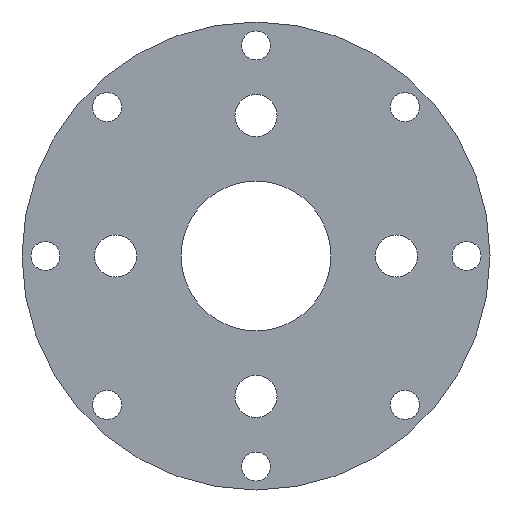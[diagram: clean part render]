
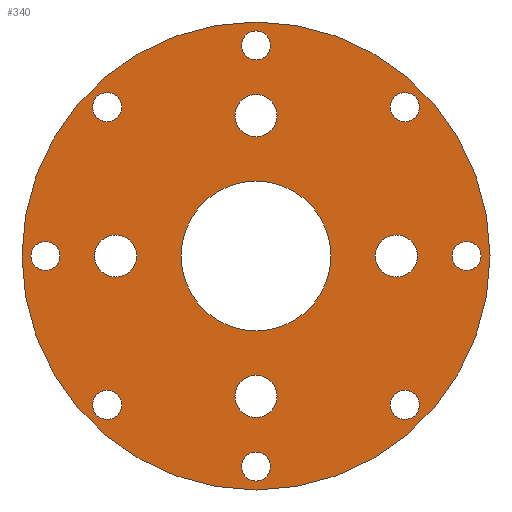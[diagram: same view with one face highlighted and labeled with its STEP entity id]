
A CAD part, front view. The second image highlights one B-rep face of the part: STEP entity #340.
In plain terms, the highlighted planar face has unit normal (0, -1, 0).
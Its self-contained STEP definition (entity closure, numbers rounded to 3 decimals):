
#28=FACE_BOUND('',#88,.T.);
#29=FACE_BOUND('',#89,.T.);
#30=FACE_BOUND('',#90,.T.);
#31=FACE_BOUND('',#91,.T.);
#32=FACE_BOUND('',#92,.T.);
#33=FACE_BOUND('',#93,.T.);
#34=FACE_BOUND('',#94,.T.);
#35=FACE_BOUND('',#95,.T.);
#36=FACE_BOUND('',#96,.T.);
#37=FACE_BOUND('',#97,.T.);
#38=FACE_BOUND('',#98,.T.);
#39=FACE_BOUND('',#99,.T.);
#40=FACE_BOUND('',#100,.T.);
#42=PLANE('',#398);
#58=FACE_OUTER_BOUND('',#87,.T.);
#87=EDGE_LOOP('',(#297));
#88=EDGE_LOOP('',(#298));
#89=EDGE_LOOP('',(#299));
#90=EDGE_LOOP('',(#300));
#91=EDGE_LOOP('',(#301));
#92=EDGE_LOOP('',(#302));
#93=EDGE_LOOP('',(#303));
#94=EDGE_LOOP('',(#304));
#95=EDGE_LOOP('',(#305));
#96=EDGE_LOOP('',(#306));
#97=EDGE_LOOP('',(#307));
#98=EDGE_LOOP('',(#308));
#99=EDGE_LOOP('',(#309));
#100=EDGE_LOOP('',(#310));
#130=CIRCLE('',#357,1.55);
#132=CIRCLE('',#360,1.55);
#134=CIRCLE('',#363,1.55);
#136=CIRCLE('',#366,1.55);
#138=CIRCLE('',#369,1.55);
#140=CIRCLE('',#372,1.55);
#142=CIRCLE('',#375,1.55);
#144=CIRCLE('',#378,1.55);
#146=CIRCLE('',#381,25.);
#148=CIRCLE('',#384,2.25);
#150=CIRCLE('',#387,2.25);
#152=CIRCLE('',#390,2.25);
#154=CIRCLE('',#393,8.);
#156=CIRCLE('',#396,2.25);
#158=VERTEX_POINT('',#507);
#160=VERTEX_POINT('',#513);
#162=VERTEX_POINT('',#519);
#164=VERTEX_POINT('',#525);
#166=VERTEX_POINT('',#531);
#168=VERTEX_POINT('',#537);
#170=VERTEX_POINT('',#543);
#172=VERTEX_POINT('',#549);
#174=VERTEX_POINT('',#555);
#176=VERTEX_POINT('',#561);
#178=VERTEX_POINT('',#567);
#180=VERTEX_POINT('',#573);
#182=VERTEX_POINT('',#579);
#184=VERTEX_POINT('',#585);
#187=EDGE_CURVE('',#158,#158,#130,.T.);
#190=EDGE_CURVE('',#160,#160,#132,.T.);
#193=EDGE_CURVE('',#162,#162,#134,.T.);
#196=EDGE_CURVE('',#164,#164,#136,.T.);
#199=EDGE_CURVE('',#166,#166,#138,.T.);
#202=EDGE_CURVE('',#168,#168,#140,.T.);
#205=EDGE_CURVE('',#170,#170,#142,.T.);
#208=EDGE_CURVE('',#172,#172,#144,.T.);
#211=EDGE_CURVE('',#174,#174,#146,.T.);
#214=EDGE_CURVE('',#176,#176,#148,.T.);
#217=EDGE_CURVE('',#178,#178,#150,.T.);
#220=EDGE_CURVE('',#180,#180,#152,.T.);
#223=EDGE_CURVE('',#182,#182,#154,.T.);
#226=EDGE_CURVE('',#184,#184,#156,.T.);
#297=ORIENTED_EDGE('',*,*,#211,.F.);
#298=ORIENTED_EDGE('',*,*,#187,.F.);
#299=ORIENTED_EDGE('',*,*,#190,.F.);
#300=ORIENTED_EDGE('',*,*,#193,.F.);
#301=ORIENTED_EDGE('',*,*,#196,.F.);
#302=ORIENTED_EDGE('',*,*,#199,.F.);
#303=ORIENTED_EDGE('',*,*,#202,.F.);
#304=ORIENTED_EDGE('',*,*,#205,.F.);
#305=ORIENTED_EDGE('',*,*,#208,.F.);
#306=ORIENTED_EDGE('',*,*,#226,.F.);
#307=ORIENTED_EDGE('',*,*,#223,.F.);
#308=ORIENTED_EDGE('',*,*,#220,.F.);
#309=ORIENTED_EDGE('',*,*,#217,.F.);
#310=ORIENTED_EDGE('',*,*,#214,.F.);
#340=ADVANCED_FACE('',(#58,#28,#29,#30,#31,#32,#33,#34,#35,#36,#37,#38,
#39,#40),#42,.F.);
#357=AXIS2_PLACEMENT_3D('',#509,#406,#407);
#360=AXIS2_PLACEMENT_3D('',#515,#413,#414);
#363=AXIS2_PLACEMENT_3D('',#521,#420,#421);
#366=AXIS2_PLACEMENT_3D('',#527,#427,#428);
#369=AXIS2_PLACEMENT_3D('',#533,#434,#435);
#372=AXIS2_PLACEMENT_3D('',#539,#441,#442);
#375=AXIS2_PLACEMENT_3D('',#545,#448,#449);
#378=AXIS2_PLACEMENT_3D('',#551,#455,#456);
#381=AXIS2_PLACEMENT_3D('',#557,#462,#463);
#384=AXIS2_PLACEMENT_3D('',#563,#469,#470);
#387=AXIS2_PLACEMENT_3D('',#569,#476,#477);
#390=AXIS2_PLACEMENT_3D('',#575,#483,#484);
#393=AXIS2_PLACEMENT_3D('',#581,#490,#491);
#396=AXIS2_PLACEMENT_3D('',#587,#497,#498);
#398=AXIS2_PLACEMENT_3D('',#589,#501,#502);
#406=DIRECTION('center_axis',(0.,-1.,0.));
#407=DIRECTION('ref_axis',(1.,0.,0.));
#413=DIRECTION('center_axis',(0.,-1.,0.));
#414=DIRECTION('ref_axis',(1.,0.,0.));
#420=DIRECTION('center_axis',(0.,-1.,0.));
#421=DIRECTION('ref_axis',(1.,0.,0.));
#427=DIRECTION('center_axis',(0.,-1.,0.));
#428=DIRECTION('ref_axis',(1.,0.,0.));
#434=DIRECTION('center_axis',(0.,-1.,0.));
#435=DIRECTION('ref_axis',(1.,0.,0.));
#441=DIRECTION('center_axis',(0.,-1.,0.));
#442=DIRECTION('ref_axis',(1.,0.,0.));
#448=DIRECTION('center_axis',(0.,-1.,0.));
#449=DIRECTION('ref_axis',(1.,0.,0.));
#455=DIRECTION('center_axis',(0.,-1.,0.));
#456=DIRECTION('ref_axis',(1.,0.,0.));
#462=DIRECTION('center_axis',(0.,1.,0.));
#463=DIRECTION('ref_axis',(1.,0.,0.));
#469=DIRECTION('center_axis',(0.,-1.,0.));
#470=DIRECTION('ref_axis',(1.,0.,0.));
#476=DIRECTION('center_axis',(0.,-1.,0.));
#477=DIRECTION('ref_axis',(1.,0.,0.));
#483=DIRECTION('center_axis',(0.,-1.,0.));
#484=DIRECTION('ref_axis',(1.,0.,0.));
#490=DIRECTION('center_axis',(0.,-1.,0.));
#491=DIRECTION('ref_axis',(1.,0.,0.));
#497=DIRECTION('center_axis',(0.,-1.,0.));
#498=DIRECTION('ref_axis',(1.,0.,0.));
#501=DIRECTION('center_axis',(0.,1.,0.));
#502=DIRECTION('ref_axis',(1.,0.,0.));
#507=CARTESIAN_POINT('',(-24.05,0.,0.));
#509=CARTESIAN_POINT('Origin',(-22.5,0.,0.));
#513=CARTESIAN_POINT('',(14.36,0.,15.91));
#515=CARTESIAN_POINT('Origin',(15.91,0.,15.91));
#519=CARTESIAN_POINT('',(-1.55,0.,-22.5));
#521=CARTESIAN_POINT('Origin',(0.,0.,-22.5));
#525=CARTESIAN_POINT('',(-17.46,0.,-15.91));
#527=CARTESIAN_POINT('Origin',(-15.91,0.,-15.91));
#531=CARTESIAN_POINT('',(-17.46,0.,15.91));
#533=CARTESIAN_POINT('Origin',(-15.91,0.,15.91));
#537=CARTESIAN_POINT('',(-1.55,0.,22.5));
#539=CARTESIAN_POINT('Origin',(0.,0.,22.5));
#543=CARTESIAN_POINT('',(14.36,0.,-15.91));
#545=CARTESIAN_POINT('Origin',(15.91,0.,-15.91));
#549=CARTESIAN_POINT('',(20.95,0.,0.));
#551=CARTESIAN_POINT('Origin',(22.5,0.,0.));
#555=CARTESIAN_POINT('',(-25.,0.,0.));
#557=CARTESIAN_POINT('Origin',(0.,0.,0.));
#561=CARTESIAN_POINT('',(-2.25,0.,-15.));
#563=CARTESIAN_POINT('Origin',(0.,0.,-15.));
#567=CARTESIAN_POINT('',(12.75,0.,0.));
#569=CARTESIAN_POINT('Origin',(15.,0.,0.));
#573=CARTESIAN_POINT('',(-2.25,0.,15.));
#575=CARTESIAN_POINT('Origin',(0.,0.,15.));
#579=CARTESIAN_POINT('',(-8.,0.,0.));
#581=CARTESIAN_POINT('Origin',(0.,0.,0.));
#585=CARTESIAN_POINT('',(-17.25,0.,0.));
#587=CARTESIAN_POINT('Origin',(-15.,0.,0.));
#589=CARTESIAN_POINT('Origin',(0.,0.,0.));
